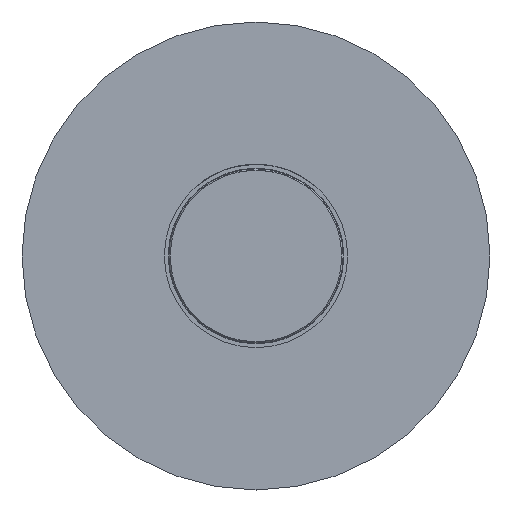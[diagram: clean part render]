
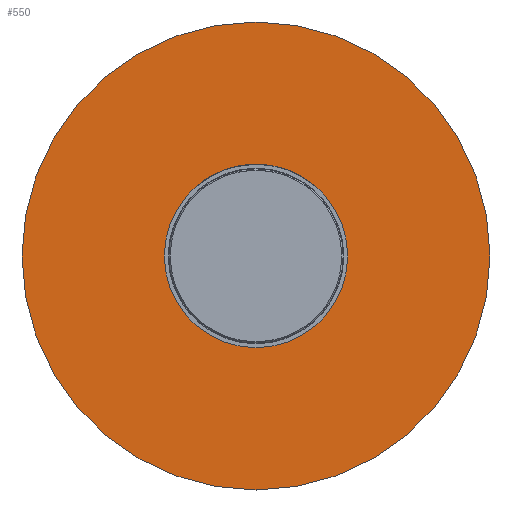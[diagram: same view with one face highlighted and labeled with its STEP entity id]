
A CAD part, front view. The second image highlights one B-rep face of the part: STEP entity #550.
In plain terms, the highlighted planar face has unit normal (0, -1, 0).
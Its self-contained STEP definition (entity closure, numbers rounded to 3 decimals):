
#50 = DIRECTION ( 'NONE',  ( 0., -1., 0. ) ) ;
#71 = EDGE_LOOP ( 'NONE', ( #2161, #1566 ) ) ;
#78 = ORIENTED_EDGE ( 'NONE', *, *, #1484, .T. ) ;
#113 = EDGE_CURVE ( 'Defeature ausgef�hrt1_2+Defeature ausgef�hrt1_30+Defeature ausgef�hrt1_30+Defeature ausgef�hrt1_30', #1186, #3256, #903, .T. ) ;
#379 = ORIENTED_EDGE ( 'NONE', *, *, #1323, .T. ) ;
#404 = VERTEX_POINT ( 'NONE', #1873 ) ;
#550 = ADVANCED_FACE ( 'Defeature ausgef�hrt1_2', ( #558, #4025 ), #1142, .T. ) ;
#558 = FACE_BOUND ( 'NONE', #71, .T. ) ;
#614 = AXIS2_PLACEMENT_3D ( 'NONE', #3221, #50, #3208 ) ;
#903 = CIRCLE ( 'NONE', #3678, 1.475 ) ;
#929 = CARTESIAN_POINT ( 'NONE',  ( 0., 35.9, 0. ) ) ;
#1142 = PLANE ( 'NONE',  #1916 ) ;
#1168 = DIRECTION ( 'NONE',  ( 0., -1., 0. ) ) ;
#1186 = VERTEX_POINT ( 'NONE', #1217 ) ;
#1217 = CARTESIAN_POINT ( 'NONE',  ( -0.003, 35.9, -1.475 ) ) ;
#1272 = CIRCLE ( 'NONE', #1976, 6. ) ;
#1323 = EDGE_CURVE ( 'Defeature ausgef�hrt1_2+Defeature ausgef�hrt1_1+Defeature ausgef�hrt1_1+Defeature ausgef�hrt1_1', #1548, #404, #3873, .T. ) ;
#1337 = EDGE_LOOP ( 'NONE', ( #379, #78 ) ) ;
#1476 = DIRECTION ( 'NONE',  ( 0., 0., -1. ) ) ;
#1484 = EDGE_CURVE ( 'Defeature ausgef�hrt1_2+Defeature ausgef�hrt1_1+Defeature ausgef�hrt1_1+Defeature ausgef�hrt1_1', #404, #1548, #1272, .T. ) ;
#1548 = VERTEX_POINT ( 'NONE', #2152 ) ;
#1566 = ORIENTED_EDGE ( 'NONE', *, *, #113, .T. ) ;
#1590 = AXIS2_PLACEMENT_3D ( 'NONE', #3715, #4004, #2172 ) ;
#1651 = CIRCLE ( 'NONE', #1590, 1.475 ) ;
#1873 = CARTESIAN_POINT ( 'NONE',  ( 0., 35.9, 6. ) ) ;
#1916 = AXIS2_PLACEMENT_3D ( 'NONE', #3361, #2719, #1476 ) ;
#1976 = AXIS2_PLACEMENT_3D ( 'NONE', #2110, #1168, #3041 ) ;
#2110 = CARTESIAN_POINT ( 'NONE',  ( 0., 35.9, 0. ) ) ;
#2152 = CARTESIAN_POINT ( 'NONE',  ( 0., 35.9, -6. ) ) ;
#2161 = ORIENTED_EDGE ( 'NONE', *, *, #3571, .T. ) ;
#2172 = DIRECTION ( 'NONE',  ( 1., 0., 0. ) ) ;
#2228 = DIRECTION ( 'NONE',  ( 1., 0., 0. ) ) ;
#2719 = DIRECTION ( 'NONE',  ( 0., -1., 0. ) ) ;
#3041 = DIRECTION ( 'NONE',  ( 0., 0., -1. ) ) ;
#3173 = DIRECTION ( 'NONE',  ( 0., 1., 0. ) ) ;
#3208 = DIRECTION ( 'NONE',  ( 0., 0., -1. ) ) ;
#3214 = CARTESIAN_POINT ( 'NONE',  ( 0.003, 35.9, 1.475 ) ) ;
#3221 = CARTESIAN_POINT ( 'NONE',  ( 0., 35.9, 0. ) ) ;
#3256 = VERTEX_POINT ( 'NONE', #3214 ) ;
#3361 = CARTESIAN_POINT ( 'NONE',  ( 0., 35.9, 0. ) ) ;
#3571 = EDGE_CURVE ( 'Defeature ausgef�hrt1_2+Defeature ausgef�hrt1_30+Defeature ausgef�hrt1_30+Defeature ausgef�hrt1_30', #3256, #1186, #1651, .T. ) ;
#3678 = AXIS2_PLACEMENT_3D ( 'NONE', #929, #3173, #2228 ) ;
#3715 = CARTESIAN_POINT ( 'NONE',  ( 0., 35.9, 0. ) ) ;
#3873 = CIRCLE ( 'NONE', #614, 6. ) ;
#4004 = DIRECTION ( 'NONE',  ( 0., 1., 0. ) ) ;
#4025 = FACE_OUTER_BOUND ( 'NONE', #1337, .T. ) ;
